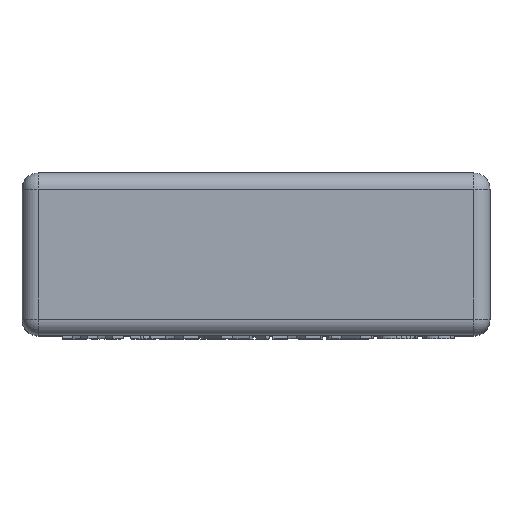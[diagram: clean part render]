
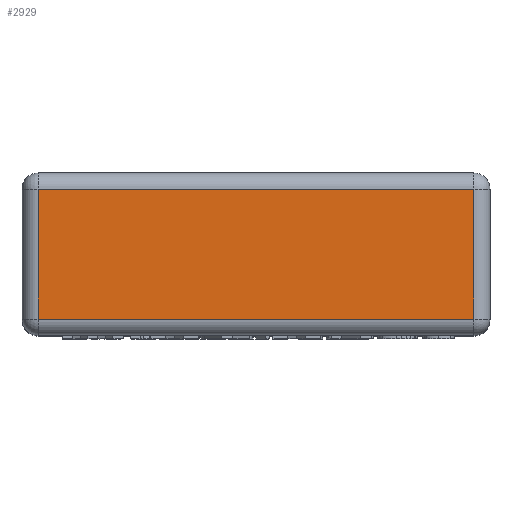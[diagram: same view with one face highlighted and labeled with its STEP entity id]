
A CAD part, top view. The second image highlights one B-rep face of the part: STEP entity #2929.
In plain terms, the highlighted planar face has unit normal (0, 0, 1).
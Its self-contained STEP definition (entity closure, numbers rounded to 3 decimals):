
#193 = VERTEX_POINT('',#194);
#194 = CARTESIAN_POINT('',(-3.35,1.,6.5));
#201 = EDGE_CURVE('',#193,#202,#204,.T.);
#202 = VERTEX_POINT('',#203);
#203 = CARTESIAN_POINT('',(-3.35,-1.,6.5));
#204 = LINE('',#205,#206);
#205 = CARTESIAN_POINT('',(-3.35,1.25,6.5));
#206 = VECTOR('',#207,1.);
#207 = DIRECTION('',(0.,-1.,0.));
#2929 = ADVANCED_FACE('',(#2930),#2955,.T.);
#2930 = FACE_BOUND('',#2931,.T.);
#2931 = EDGE_LOOP('',(#2932,#2940,#2948,#2954));
#2932 = ORIENTED_EDGE('',*,*,#2933,.T.);
#2933 = EDGE_CURVE('',#202,#2934,#2936,.T.);
#2934 = VERTEX_POINT('',#2935);
#2935 = CARTESIAN_POINT('',(3.35,-1.,6.5));
#2936 = LINE('',#2937,#2938);
#2937 = CARTESIAN_POINT('',(-3.6,-1.,6.5));
#2938 = VECTOR('',#2939,1.);
#2939 = DIRECTION('',(1.,0.,0.));
#2940 = ORIENTED_EDGE('',*,*,#2941,.F.);
#2941 = EDGE_CURVE('',#2942,#2934,#2944,.T.);
#2942 = VERTEX_POINT('',#2943);
#2943 = CARTESIAN_POINT('',(3.35,1.,6.5));
#2944 = LINE('',#2945,#2946);
#2945 = CARTESIAN_POINT('',(3.35,1.25,6.5));
#2946 = VECTOR('',#2947,1.);
#2947 = DIRECTION('',(0.,-1.,0.));
#2948 = ORIENTED_EDGE('',*,*,#2949,.F.);
#2949 = EDGE_CURVE('',#193,#2942,#2950,.T.);
#2950 = LINE('',#2951,#2952);
#2951 = CARTESIAN_POINT('',(-3.6,1.,6.5));
#2952 = VECTOR('',#2953,1.);
#2953 = DIRECTION('',(1.,0.,0.));
#2954 = ORIENTED_EDGE('',*,*,#201,.T.);
#2955 = PLANE('',#2956);
#2956 = AXIS2_PLACEMENT_3D('',#2957,#2958,#2959);
#2957 = CARTESIAN_POINT('',(-3.6,1.25,6.5));
#2958 = DIRECTION('',(0.,0.,1.));
#2959 = DIRECTION('',(1.,0.,0.));
